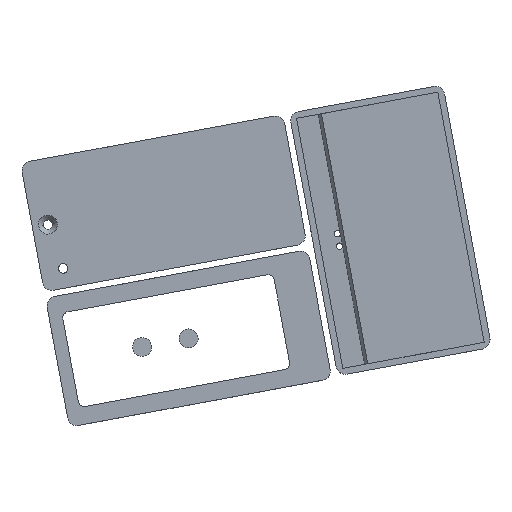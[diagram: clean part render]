
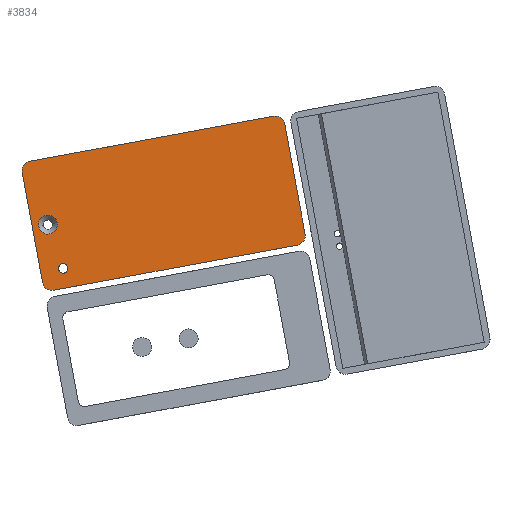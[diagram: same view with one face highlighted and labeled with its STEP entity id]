
A CAD part, top view. The second image highlights one B-rep face of the part: STEP entity #3834.
In plain terms, the highlighted face is planar.
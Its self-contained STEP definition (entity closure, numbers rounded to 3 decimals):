
#1789=CARTESIAN_POINT('Vertex',(-39.25,-20.75,0.)) ;
#1792=CARTESIAN_POINT('Line Origine',(0.,-20.75,0.)) ;
#1796=CARTESIAN_POINT('Vertex',(39.25,-20.75,0.)) ;
#1841=CARTESIAN_POINT('Axis2P3D Location',(39.25,-17.75,0.)) ;
#1845=CARTESIAN_POINT('Vertex',(42.25,-17.75,0.)) ;
#1872=CARTESIAN_POINT('Line Origine',(42.25,0.,0.)) ;
#1876=CARTESIAN_POINT('Vertex',(42.25,17.75,0.)) ;
#1903=CARTESIAN_POINT('Axis2P3D Location',(39.25,17.75,0.)) ;
#1907=CARTESIAN_POINT('Vertex',(39.25,20.75,0.)) ;
#1934=CARTESIAN_POINT('Line Origine',(0.,20.75,0.)) ;
#1938=CARTESIAN_POINT('Vertex',(-39.25,20.75,0.)) ;
#1965=CARTESIAN_POINT('Axis2P3D Location',(-39.25,17.75,0.)) ;
#1969=CARTESIAN_POINT('Vertex',(-42.25,17.75,0.)) ;
#1996=CARTESIAN_POINT('Line Origine',(-42.25,0.,0.)) ;
#2000=CARTESIAN_POINT('Vertex',(-42.25,-17.75,0.)) ;
#2027=CARTESIAN_POINT('Axis2P3D Location',(-39.25,-17.75,0.)) ;
#2097=CARTESIAN_POINT('Vertex',(-33.5,14.5,0.)) ;
#2100=CARTESIAN_POINT('Axis2P3D Location',(-35.,14.5,0.)) ;
#2104=CARTESIAN_POINT('Vertex',(-36.5,14.5,0.)) ;
#2124=CARTESIAN_POINT('Axis2P3D Location',(-35.,14.5,0.)) ;
#3797=CARTESIAN_POINT('Axis2P3D Location',(0.,0.,0.)) ;
#3812=CARTESIAN_POINT('Axis2P3D Location',(-37.25,0.,0.)) ;
#3816=CARTESIAN_POINT('Vertex',(-40.25,0.,0.)) ;
#3818=CARTESIAN_POINT('Vertex',(-34.25,0.,0.)) ;
#3821=CARTESIAN_POINT('Axis2P3D Location',(-37.25,0.,0.)) ;
#1793=DIRECTION('Vector Direction',(-1.,0.,0.)) ;
#1842=DIRECTION('Axis2P3D Direction',(0.,0.,1.)) ;
#1873=DIRECTION('Vector Direction',(0.,-1.,0.)) ;
#1904=DIRECTION('Axis2P3D Direction',(0.,0.,1.)) ;
#1935=DIRECTION('Vector Direction',(1.,0.,0.)) ;
#1966=DIRECTION('Axis2P3D Direction',(0.,0.,1.)) ;
#1997=DIRECTION('Vector Direction',(0.,1.,0.)) ;
#2028=DIRECTION('Axis2P3D Direction',(0.,0.,1.)) ;
#2101=DIRECTION('Axis2P3D Direction',(0.,0.,1.)) ;
#2125=DIRECTION('Axis2P3D Direction',(0.,0.,1.)) ;
#3798=DIRECTION('Axis2P3D Direction',(0.,0.,1.)) ;
#3799=DIRECTION('Axis2P3D XDirection',(1.,0.,0.)) ;
#3813=DIRECTION('Axis2P3D Direction',(0.,0.,1.)) ;
#3822=DIRECTION('Axis2P3D Direction',(0.,0.,1.)) ;
#1843=AXIS2_PLACEMENT_3D('Circle Axis2P3D',#1841,#1842,$) ;
#1905=AXIS2_PLACEMENT_3D('Circle Axis2P3D',#1903,#1904,$) ;
#1967=AXIS2_PLACEMENT_3D('Circle Axis2P3D',#1965,#1966,$) ;
#2029=AXIS2_PLACEMENT_3D('Circle Axis2P3D',#2027,#2028,$) ;
#2102=AXIS2_PLACEMENT_3D('Circle Axis2P3D',#2100,#2101,$) ;
#2126=AXIS2_PLACEMENT_3D('Circle Axis2P3D',#2124,#2125,$) ;
#3800=AXIS2_PLACEMENT_3D('Plane Axis2P3D',#3797,#3798,#3799) ;
#3814=AXIS2_PLACEMENT_3D('Circle Axis2P3D',#3812,#3813,$) ;
#3823=AXIS2_PLACEMENT_3D('Circle Axis2P3D',#3821,#3822,$) ;
#3803=ORIENTED_EDGE('',*,*,#1878,.F.) ;
#3804=ORIENTED_EDGE('',*,*,#1847,.F.) ;
#3805=ORIENTED_EDGE('',*,*,#1798,.F.) ;
#3806=ORIENTED_EDGE('',*,*,#2031,.F.) ;
#3807=ORIENTED_EDGE('',*,*,#2002,.F.) ;
#3808=ORIENTED_EDGE('',*,*,#1971,.F.) ;
#3809=ORIENTED_EDGE('',*,*,#1940,.F.) ;
#3810=ORIENTED_EDGE('',*,*,#1909,.F.) ;
#3827=ORIENTED_EDGE('',*,*,#3820,.T.) ;
#3828=ORIENTED_EDGE('',*,*,#3825,.T.) ;
#3831=ORIENTED_EDGE('',*,*,#2128,.T.) ;
#3832=ORIENTED_EDGE('',*,*,#2106,.T.) ;
#3829=FACE_BOUND('',#3826,.T.) ;
#3833=FACE_BOUND('',#3830,.T.) ;
#1794=VECTOR('Line Direction',#1793,1.) ;
#1874=VECTOR('Line Direction',#1873,1.) ;
#1936=VECTOR('Line Direction',#1935,1.) ;
#1998=VECTOR('Line Direction',#1997,1.) ;
#3834=ADVANCED_FACE('PartBody',(#3811,#3829,#3833),#3801,.F.) ;
#1844=CIRCLE('generated circle',#1843,3.) ;
#1906=CIRCLE('generated circle',#1905,3.) ;
#1968=CIRCLE('generated circle',#1967,3.) ;
#2030=CIRCLE('generated circle',#2029,3.) ;
#2103=CIRCLE('generated circle',#2102,1.5) ;
#2127=CIRCLE('generated circle',#2126,1.5) ;
#3815=CIRCLE('generated circle',#3814,3.) ;
#3824=CIRCLE('generated circle',#3823,3.) ;
#1798=EDGE_CURVE('',#1790,#1797,#1795,.F.) ;
#1847=EDGE_CURVE('',#1797,#1846,#1844,.T.) ;
#1878=EDGE_CURVE('',#1846,#1877,#1875,.F.) ;
#1909=EDGE_CURVE('',#1877,#1908,#1906,.T.) ;
#1940=EDGE_CURVE('',#1908,#1939,#1937,.F.) ;
#1971=EDGE_CURVE('',#1939,#1970,#1968,.T.) ;
#2002=EDGE_CURVE('',#1970,#2001,#1999,.F.) ;
#2031=EDGE_CURVE('',#2001,#1790,#2030,.T.) ;
#2106=EDGE_CURVE('',#2105,#2098,#2103,.T.) ;
#2128=EDGE_CURVE('',#2098,#2105,#2127,.T.) ;
#3820=EDGE_CURVE('',#3817,#3819,#3815,.T.) ;
#3825=EDGE_CURVE('',#3819,#3817,#3824,.T.) ;
#3802=EDGE_LOOP('',(#3803,#3804,#3805,#3806,#3807,#3808,#3809,#3810)) ;
#3826=EDGE_LOOP('',(#3827,#3828)) ;
#3830=EDGE_LOOP('',(#3831,#3832)) ;
#3811=FACE_OUTER_BOUND('',#3802,.T.) ;
#1795=LINE('Line',#1792,#1794) ;
#1875=LINE('Line',#1872,#1874) ;
#1937=LINE('Line',#1934,#1936) ;
#1999=LINE('Line',#1996,#1998) ;
#3801=PLANE('Plane',#3800) ;
#1790=VERTEX_POINT('',#1789) ;
#1797=VERTEX_POINT('',#1796) ;
#1846=VERTEX_POINT('',#1845) ;
#1877=VERTEX_POINT('',#1876) ;
#1908=VERTEX_POINT('',#1907) ;
#1939=VERTEX_POINT('',#1938) ;
#1970=VERTEX_POINT('',#1969) ;
#2001=VERTEX_POINT('',#2000) ;
#2098=VERTEX_POINT('',#2097) ;
#2105=VERTEX_POINT('',#2104) ;
#3817=VERTEX_POINT('',#3816) ;
#3819=VERTEX_POINT('',#3818) ;
